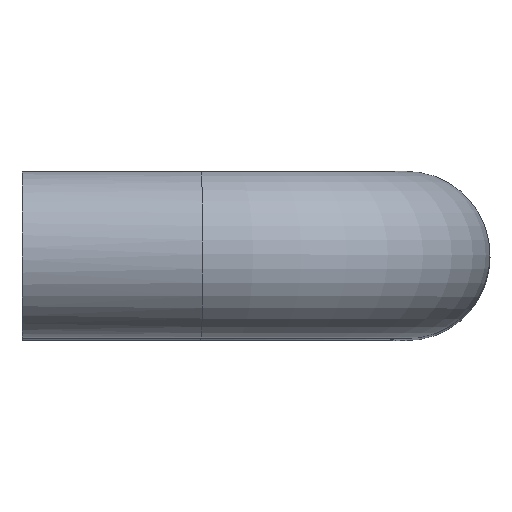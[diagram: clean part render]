
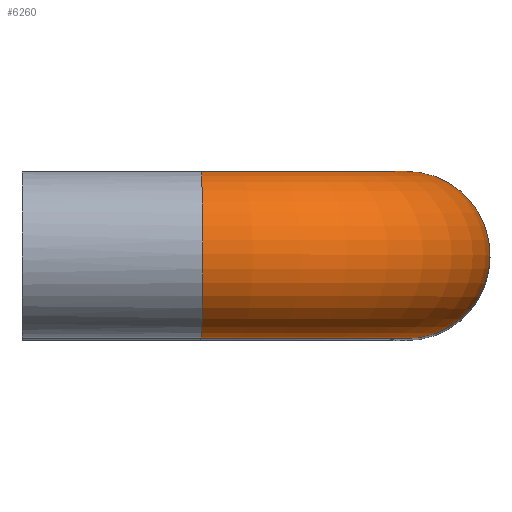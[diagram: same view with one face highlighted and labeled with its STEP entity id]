
A CAD part, top view. The second image highlights one B-rep face of the part: STEP entity #6260.
In plain terms, the highlighted toroidal (fillet/blend) face has major radius 12.5 mm and minor radius 5 mm.
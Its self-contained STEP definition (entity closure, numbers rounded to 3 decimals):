
#540=CARTESIAN_POINT('',(-47.812,10.718,5.));
#550=VERTEX_POINT('',#540);
#580=CARTESIAN_POINT('',(-35.314,10.5,5.));
#590=DIRECTION('',(0.,0.,1.));
#600=DIRECTION('',(1.,0.,0.));
#610=AXIS2_PLACEMENT_3D('',#580,#590,#600);
#620=CIRCLE('',#610,12.5);
#630=CARTESIAN_POINT('',(-35.314,23.,5.));
#640=VERTEX_POINT('',#630);
#650=EDGE_CURVE('',#640,#550,#620,.T.);
#3260=CARTESIAN_POINT('',(-35.314,23.,-5.));
#3270=VERTEX_POINT('',#3260);
#3300=CARTESIAN_POINT('',(-35.314,10.5,-5.));
#3310=DIRECTION('',(0.,0.,1.));
#3320=DIRECTION('',(1.,0.,0.));
#3330=AXIS2_PLACEMENT_3D('',#3300,#3310,#3320);
#3340=CIRCLE('',#3330,12.5);
#3350=CARTESIAN_POINT('',(-47.812,10.718,-5.));
#3360=VERTEX_POINT('',#3350);
#3370=EDGE_CURVE('',#3270,#3360,#3340,.T.);
#5060=CARTESIAN_POINT('',(-47.812,10.718,0.));
#5070=DIRECTION('',(-0.017,-1.,0.));
#5080=DIRECTION('',(-1.,0.017,0.));
#5090=AXIS2_PLACEMENT_3D('',#5060,#5070,#5080);
#5100=CIRCLE('',#5090,5.);
#5110=EDGE_CURVE('',#550,#3360,#5100,.T.);
#5320=CARTESIAN_POINT('',(-35.314,23.,0.));
#5330=DIRECTION('',(-1.,0.,0.));
#5340=DIRECTION('',(0.,1.,0.));
#5350=AXIS2_PLACEMENT_3D('',#5320,#5330,#5340);
#5360=CIRCLE('',#5350,5.);
#5370=EDGE_CURVE('',#640,#3270,#5360,.T.);
#6150=CARTESIAN_POINT('',(-35.314,10.5,0.));
#6160=DIRECTION('',(0.,0.,1.));
#6170=DIRECTION('',(1.,0.,0.));
#6180=AXIS2_PLACEMENT_3D('',#6150,#6160,#6170);
#6190=TOROIDAL_SURFACE('',#6180,12.5,5.);
#6200=ORIENTED_EDGE('',*,*,#650,.F.);
#6210=ORIENTED_EDGE('',*,*,#5110,.F.);
#6220=ORIENTED_EDGE('',*,*,#3370,.T.);
#6230=ORIENTED_EDGE('',*,*,#5370,.T.);
#6240=EDGE_LOOP('',(#6230,#6220,#6210,#6200));
#6250=FACE_OUTER_BOUND('',#6240,.T.);
#6260=ADVANCED_FACE('',(#6250),#6190,.T.);
